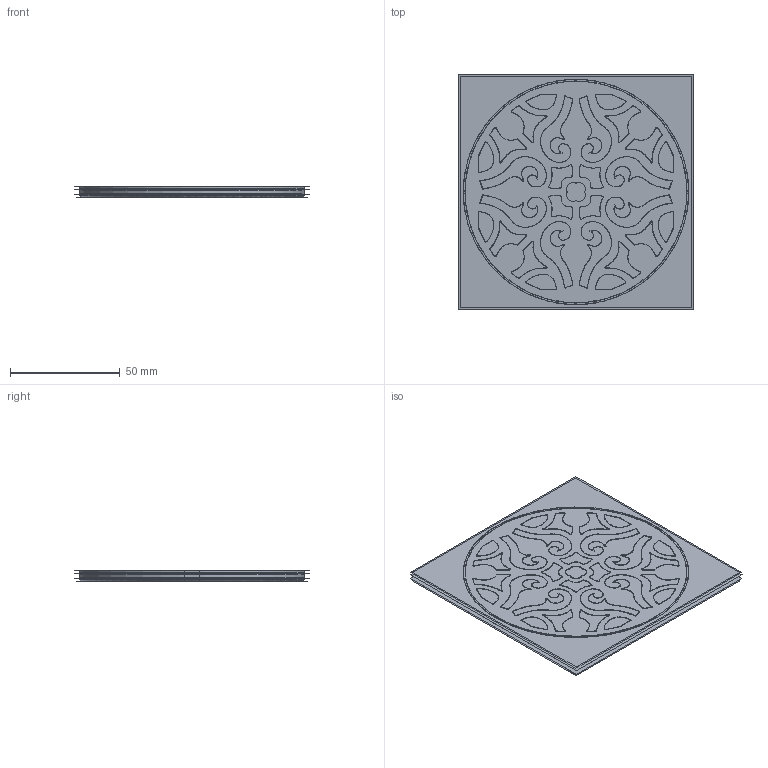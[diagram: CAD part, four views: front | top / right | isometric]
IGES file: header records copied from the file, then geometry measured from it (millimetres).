
Start section:  PTC IGES file: 243-404_asm.igs
Global section: file name: 243-404_asm.igs; native system: Creo Parametric by PTC Inc.; preprocessor: 2018400; author: rsmith; organization: Unknown; date: 20190925.133227; units: inch
Bounding box: 106.76 x 106.79 x 5.16 mm (x, y, z)
Surface area: 538286.1 mm2 (no closed solid volume)
Topology: 0 solids, 0 shells, 3250 faces, 51123 edges, 66721 vertices
Faces by surface type: bspline 2346, revolution 904
